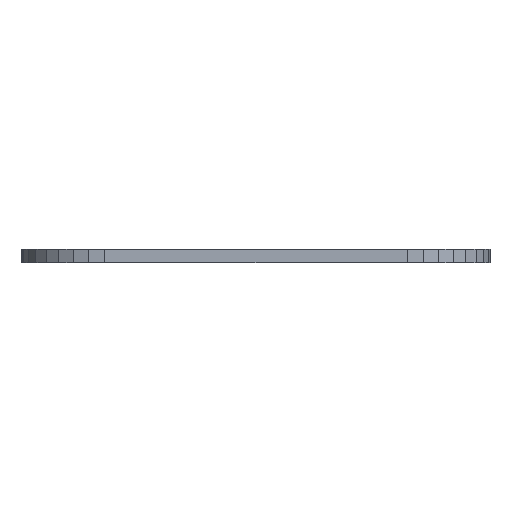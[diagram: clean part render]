
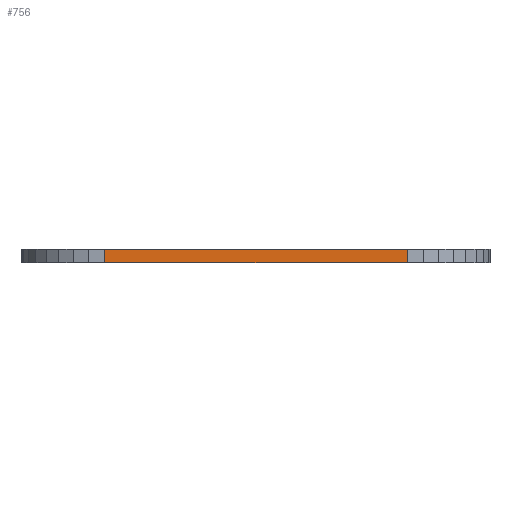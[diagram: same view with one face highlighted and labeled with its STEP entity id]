
A CAD part, front view. The second image highlights one B-rep face of the part: STEP entity #756.
In plain terms, the highlighted planar face has unit normal (0, -1, 0).
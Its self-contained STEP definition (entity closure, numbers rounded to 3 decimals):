
#83 = PLANE('',#84);
#84 = AXIS2_PLACEMENT_3D('',#85,#86,#87);
#85 = CARTESIAN_POINT('',(-0.335,2.078,0.391));
#86 = DIRECTION('',(0.,0.,-1.));
#87 = DIRECTION('',(-1.,0.,0.));
#137 = PLANE('',#138);
#138 = AXIS2_PLACEMENT_3D('',#139,#140,#141);
#139 = CARTESIAN_POINT('',(-0.335,2.078,0.));
#140 = DIRECTION('',(0.,0.,-1.));
#141 = DIRECTION('',(-1.,0.,0.));
#648 = PLANE('',#649);
#649 = AXIS2_PLACEMENT_3D('',#650,#651,#652);
#650 = CARTESIAN_POINT('',(2.077,-0.333,0.));
#651 = DIRECTION('',(-1.,0.,0.));
#652 = DIRECTION('',(0.,1.,0.));
#686 = VERTEX_POINT('',#687);
#687 = CARTESIAN_POINT('',(2.077,-0.322,0.391));
#708 = EDGE_CURVE('',#709,#686,#711,.T.);
#709 = VERTEX_POINT('',#710);
#710 = CARTESIAN_POINT('',(2.077,-0.322,0.));
#711 = SURFACE_CURVE('',#712,(#716,#723),.PCURVE_S1.);
#712 = LINE('',#713,#714);
#713 = CARTESIAN_POINT('',(2.077,-0.322,0.));
#714 = VECTOR('',#715,1.);
#715 = DIRECTION('',(0.,0.,1.));
#716 = PCURVE('',#648,#717);
#717 = DEFINITIONAL_REPRESENTATION('',(#718),#722);
#718 = LINE('',#719,#720);
#719 = CARTESIAN_POINT('',(0.012,0.));
#720 = VECTOR('',#721,1.);
#721 = DIRECTION('',(0.,-1.));
#722 = ( GEOMETRIC_REPRESENTATION_CONTEXT(2) 
PARAMETRIC_REPRESENTATION_CONTEXT() REPRESENTATION_CONTEXT('2D SPACE',''
  ) );
#723 = PCURVE('',#724,#729);
#724 = PLANE('',#725);
#725 = AXIS2_PLACEMENT_3D('',#726,#727,#728);
#726 = CARTESIAN_POINT('',(2.077,-0.322,0.));
#727 = DIRECTION('',(0.,1.,0.));
#728 = DIRECTION('',(1.,0.,0.));
#729 = DEFINITIONAL_REPRESENTATION('',(#730),#734);
#730 = LINE('',#731,#732);
#731 = CARTESIAN_POINT('',(0.,0.));
#732 = VECTOR('',#733,1.);
#733 = DIRECTION('',(0.,-1.));
#734 = ( GEOMETRIC_REPRESENTATION_CONTEXT(2) 
PARAMETRIC_REPRESENTATION_CONTEXT() REPRESENTATION_CONTEXT('2D SPACE',''
  ) );
#756 = ADVANCED_FACE('',(#757),#724,.F.);
#757 = FACE_BOUND('',#758,.F.);
#758 = EDGE_LOOP('',(#759,#760,#783,#811));
#759 = ORIENTED_EDGE('',*,*,#708,.T.);
#760 = ORIENTED_EDGE('',*,*,#761,.T.);
#761 = EDGE_CURVE('',#686,#762,#764,.T.);
#762 = VERTEX_POINT('',#763);
#763 = CARTESIAN_POINT('',(10.877,-0.322,0.391));
#764 = SURFACE_CURVE('',#765,(#769,#776),.PCURVE_S1.);
#765 = LINE('',#766,#767);
#766 = CARTESIAN_POINT('',(2.077,-0.322,0.391));
#767 = VECTOR('',#768,1.);
#768 = DIRECTION('',(1.,0.,0.));
#769 = PCURVE('',#724,#770);
#770 = DEFINITIONAL_REPRESENTATION('',(#771),#775);
#771 = LINE('',#772,#773);
#772 = CARTESIAN_POINT('',(0.,-0.391));
#773 = VECTOR('',#774,1.);
#774 = DIRECTION('',(1.,0.));
#775 = ( GEOMETRIC_REPRESENTATION_CONTEXT(2) 
PARAMETRIC_REPRESENTATION_CONTEXT() REPRESENTATION_CONTEXT('2D SPACE',''
  ) );
#776 = PCURVE('',#83,#777);
#777 = DEFINITIONAL_REPRESENTATION('',(#778),#782);
#778 = LINE('',#779,#780);
#779 = CARTESIAN_POINT('',(-2.412,-2.4));
#780 = VECTOR('',#781,1.);
#781 = DIRECTION('',(-1.,0.));
#782 = ( GEOMETRIC_REPRESENTATION_CONTEXT(2) 
PARAMETRIC_REPRESENTATION_CONTEXT() REPRESENTATION_CONTEXT('2D SPACE',''
  ) );
#783 = ORIENTED_EDGE('',*,*,#784,.F.);
#784 = EDGE_CURVE('',#785,#762,#787,.T.);
#785 = VERTEX_POINT('',#786);
#786 = CARTESIAN_POINT('',(10.877,-0.322,0.));
#787 = SURFACE_CURVE('',#788,(#792,#799),.PCURVE_S1.);
#788 = LINE('',#789,#790);
#789 = CARTESIAN_POINT('',(10.877,-0.322,0.));
#790 = VECTOR('',#791,1.);
#791 = DIRECTION('',(0.,0.,1.));
#792 = PCURVE('',#724,#793);
#793 = DEFINITIONAL_REPRESENTATION('',(#794),#798);
#794 = LINE('',#795,#796);
#795 = CARTESIAN_POINT('',(8.8,0.));
#796 = VECTOR('',#797,1.);
#797 = DIRECTION('',(0.,-1.));
#798 = ( GEOMETRIC_REPRESENTATION_CONTEXT(2) 
PARAMETRIC_REPRESENTATION_CONTEXT() REPRESENTATION_CONTEXT('2D SPACE',''
  ) );
#799 = PCURVE('',#800,#805);
#800 = PLANE('',#801);
#801 = AXIS2_PLACEMENT_3D('',#802,#803,#804);
#802 = CARTESIAN_POINT('',(10.877,-0.322,0.));
#803 = DIRECTION('',(-1.,0.,0.));
#804 = DIRECTION('',(0.,1.,0.));
#805 = DEFINITIONAL_REPRESENTATION('',(#806),#810);
#806 = LINE('',#807,#808);
#807 = CARTESIAN_POINT('',(0.,0.));
#808 = VECTOR('',#809,1.);
#809 = DIRECTION('',(0.,-1.));
#810 = ( GEOMETRIC_REPRESENTATION_CONTEXT(2) 
PARAMETRIC_REPRESENTATION_CONTEXT() REPRESENTATION_CONTEXT('2D SPACE',''
  ) );
#811 = ORIENTED_EDGE('',*,*,#812,.F.);
#812 = EDGE_CURVE('',#709,#785,#813,.T.);
#813 = SURFACE_CURVE('',#814,(#818,#825),.PCURVE_S1.);
#814 = LINE('',#815,#816);
#815 = CARTESIAN_POINT('',(2.077,-0.322,0.));
#816 = VECTOR('',#817,1.);
#817 = DIRECTION('',(1.,0.,0.));
#818 = PCURVE('',#724,#819);
#819 = DEFINITIONAL_REPRESENTATION('',(#820),#824);
#820 = LINE('',#821,#822);
#821 = CARTESIAN_POINT('',(0.,0.));
#822 = VECTOR('',#823,1.);
#823 = DIRECTION('',(1.,0.));
#824 = ( GEOMETRIC_REPRESENTATION_CONTEXT(2) 
PARAMETRIC_REPRESENTATION_CONTEXT() REPRESENTATION_CONTEXT('2D SPACE',''
  ) );
#825 = PCURVE('',#137,#826);
#826 = DEFINITIONAL_REPRESENTATION('',(#827),#831);
#827 = LINE('',#828,#829);
#828 = CARTESIAN_POINT('',(-2.412,-2.4));
#829 = VECTOR('',#830,1.);
#830 = DIRECTION('',(-1.,0.));
#831 = ( GEOMETRIC_REPRESENTATION_CONTEXT(2) 
PARAMETRIC_REPRESENTATION_CONTEXT() REPRESENTATION_CONTEXT('2D SPACE',''
  ) );
